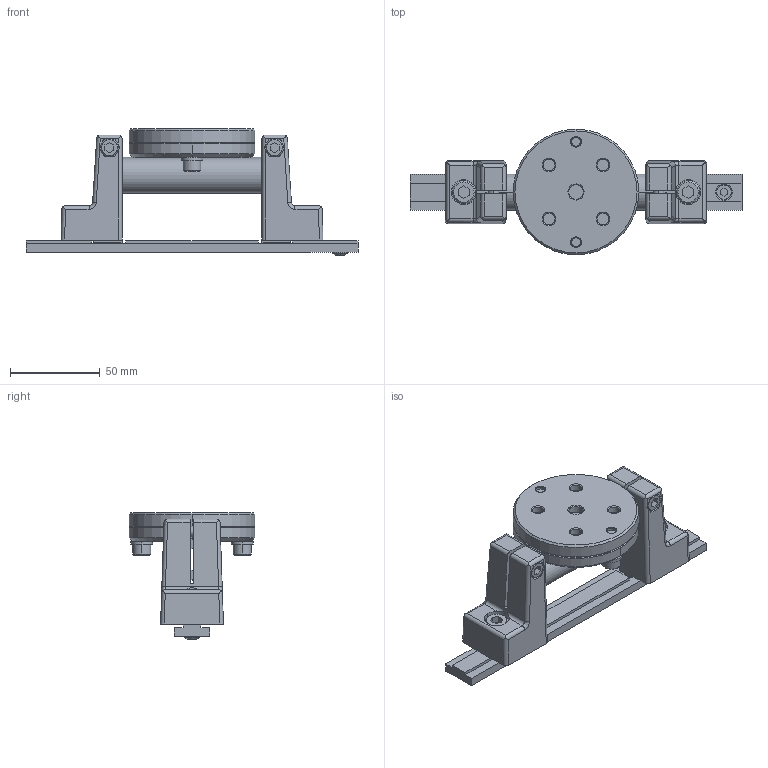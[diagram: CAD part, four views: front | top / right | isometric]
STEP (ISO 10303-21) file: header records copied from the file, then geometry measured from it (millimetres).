
FILE_DESCRIPTION(('Creo Elements/Direct Modeling STEP Export'),'2;1');
FILE_NAME('44.0335.4_Schwenkgelenk-MMS-44_Ø70.stp','2022-03-21T 9:00:53',(''),(''),'PTC Creo Elements/Direct Modeling STEP processor for AP214 (Solid Model)','PTC Creo Elements/Direct Modeling 19.0C 15-Aug-2015 (C) Parametric Technology GmbH','');
FILE_SCHEMA(('AUTOMOTIVE_DESIGN { 1 0 10303 214 1 1 1 1 }'));
Length unit declared in the file: millimetre
Products named in the file (14): Schwenkgelenkhalter_96.6521_PX174503.02; Zylinderschraube-DIN912_M6x25-8.8-verz_11416_PX173788; Buchse_D2320x10-ESD_96.6520_PX174507.02; Sicherungsmutter-DIN985_M6-8.8-verz_14882_PX174502; Unterlegscheibe-DIN125_A64-verz_10770_PX174686; Scheibe_D22512x15_96.6519_PX174505.02; Zylinderschraube-DIN912_M6x16-8.8-verz_10403_PX174687; Gewindestift-DIN913_M8x8-45H-verz_12540_PX174506; Zylinderschraube-DIN912_M8x16-8.8-verz_10988_PX174500.02; Klemmschiene-MMS-44_185mm-Schwenkgelenk_44.0140.2_PX174682; Schwenkgelenk-Aufnahme_96.7023_PX174683; Flansch-Schwenkgelenk_96.6543_PX174684; Rohr_D2014_96.6542_PX174685; Schwenkdrehgelenk-MMS-44_Ø70_44.0335.4_PX174688
Assembly tree (21 placements, depth 2):
  Schwenkdrehgelenk-MMS-44_Ø70_44.0335.4_PX174688
    Rohr_D2014_96.6542_PX174685
    Flansch-Schwenkgelenk_96.6543_PX174684
    Schwenkgelenk-Aufnahme_96.7023_PX174683
    Zylinderschraube-DIN912_M6x16-8.8-verz_10403_PX174687  x2
    Klemmschiene-MMS-44_185mm-Schwenkgelenk_44.0140.2_PX174682
    Sicherungsmutter-DIN985_M6-8.8-verz_14882_PX174502  x2
    Schwenkgelenkhalter_96.6521_PX174503.02  x2
    Zylinderschraube-DIN912_M8x16-8.8-verz_10988_PX174500.02  x2
    Gewindestift-DIN913_M8x8-45H-verz_12540_PX174506
    Unterlegscheibe-DIN125_A64-verz_10770_PX174686  x2
    Scheibe_D22512x15_96.6519_PX174505.02  x2
    Zylinderschraube-DIN912_M6x25-8.8-verz_11416_PX173788  x2
    Buchse_D2320x10-ESD_96.6520_PX174507.02  x2
Bounding box: 185 x 70 x 70.5 mm (x, y, z)
Volume: 156009.7 mm3; surface area: 77829.9 mm2
Topology: 21 solids, 21 shells, 552 faces, 1308 edges, 826 vertices
Faces by surface type: plane 242, cylinder 166, cone 108, torus 32, bspline 4
Entity records: 10921 total; most frequent: CARTESIAN_POINT 2490, ORIENTED_EDGE 1640, DIRECTION 1551, EDGE_CURVE 820, AXIS2_PLACEMENT_3D 560, VERTEX_POINT 515, VECTOR 431, LINE 431
